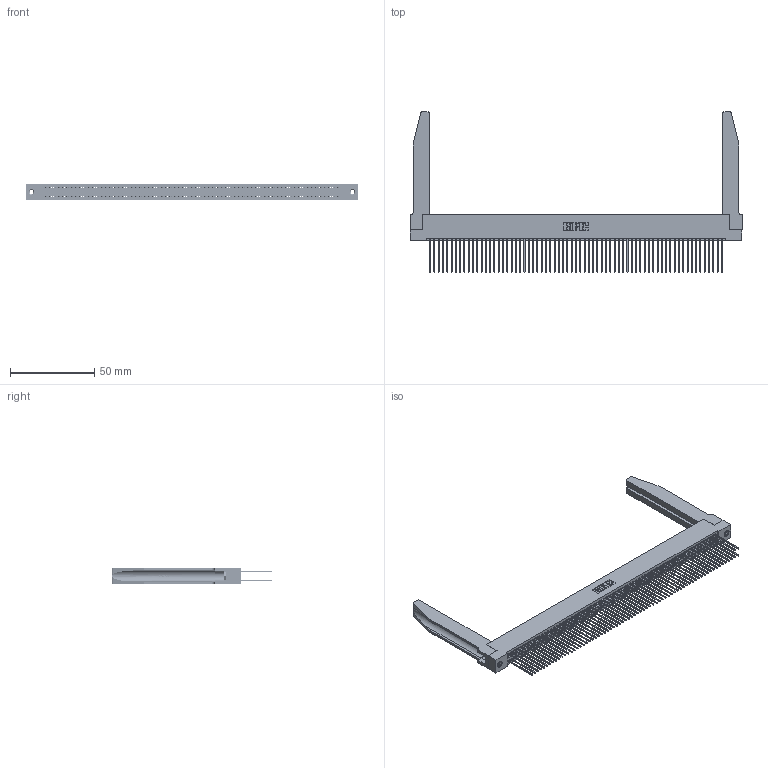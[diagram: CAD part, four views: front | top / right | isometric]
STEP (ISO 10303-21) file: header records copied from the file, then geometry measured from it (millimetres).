
FILE_DESCRIPTION (( 'STEP AP203' ), '1' );
FILE_NAME ('395-138-541-278.STEP', '2019-10-29T20:44:09', ( '' ), ( '' ), 'SwSTEP 2.0', 'SolidWorks 2016', '' );
FILE_SCHEMA (( 'CONFIG_CONTROL_DESIGN' ));
Length unit declared in the file: inch
Products named in the file (5): 345 Part_Flush Mounting Lugs - 0.156 Dia-TH; 345-292-001_345-293-141; 345-250-001_345-250-001-102; 345-220-078_345-220-078; 395-138-541-278
Assembly tree (143 placements, depth 2):
  395-138-541-278
    345 Part_Flush Mounting Lugs - 0.156 Dia-TH
    345-292-001_345-293-141  x138
    345-250-001_345-250-001-102  x2
    345-220-078_345-220-078  x2
Bounding box: 196.49 x 94.92 x 9.4 mm (x, y, z)
Volume: 27900.4 mm3; surface area: 40838.7 mm2
Topology: 143 solids, 143 shells, 7260 faces, 21511 edges, 14146 vertices
Faces by surface type: plane 4776, cylinder 2432, bspline 36, cone 12, torus 4
Entity records: 55262 total; most frequent: CARTESIAN_POINT 10155, ORIENTED_EDGE 8986, DIRECTION 7915, EDGE_CURVE 4493, LINE 3991, VECTOR 3991, VERTEX_POINT 2988, AXIS2_PLACEMENT_3D 1962
